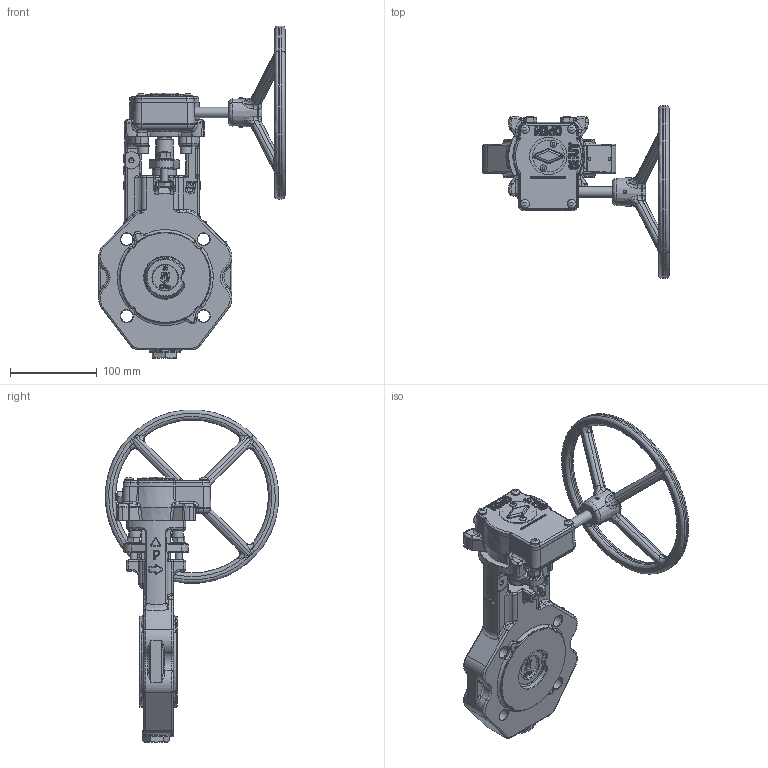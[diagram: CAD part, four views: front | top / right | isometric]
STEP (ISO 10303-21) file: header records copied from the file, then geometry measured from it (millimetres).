
FILE_DESCRIPTION(('HOOPS Exchange Step'),'2;1');
FILE_NAME('AK12_DN50_PN10-40_Getriebe.stp','2024-11-22T10:12:53+01:00',('nieru'),('Unknown organisation'),'HOOPS Exchange 2024.2','HOOPS Exchange','Unknown authorisation');
FILE_SCHEMA( ('AP203_CONFIGURATION_CONTROLLED_3D_DESIGN_OF_MECHANICAL_PARTS_AND_ASSEMBLIES_MIM_LF') );
Length unit declared in the file: millimetre
Products named in the file (6): 0; root
Assembly tree (5 placements, depth 3):
  root
    0
      0
      0
    0
      0
Bounding box: 214.88 x 199.24 x 382.12 mm (x, y, z)
Volume: 1369239 mm3; surface area: 231542.3 mm2
Topology: 39 solids, 39 shells, 3239 faces, 7883 edges, 4612 vertices
Faces by surface type: bspline 1190, cylinder 857, plane 640, torus 235, cone 208, sphere 108, extrusion 1
Full cylindrical faces by diameter (mm): 4 x1, 5 x1, 6.647 x4, 6.8 x2, 7.6 x2, 8 x10, 8.376 x4, 9 x8, 10 x4, 12 x2, 13 x6, 13.533 x1, 14 x4, 14.8 x4, 15.95 x2, 16 x3, 16.238 x2, 19.936 x1, 20 x2, 21 x1, 27.5 x1, 30.3 x1, 36 x1, 38 x2, 43 x1, 50.898 x1, 53.037 x2, 68.32 x1
Entity records: 288081 total; most frequent: CARTESIAN_POINT 222703, ORIENTED_EDGE 15368, DIRECTION 10401, EDGE_CURVE 7684, VERTEX_POINT 4611, AXIS2_PLACEMENT_3D 4319, B_SPLINE_CURVE_WITH_KNOTS 3513, EDGE_LOOP 3379
